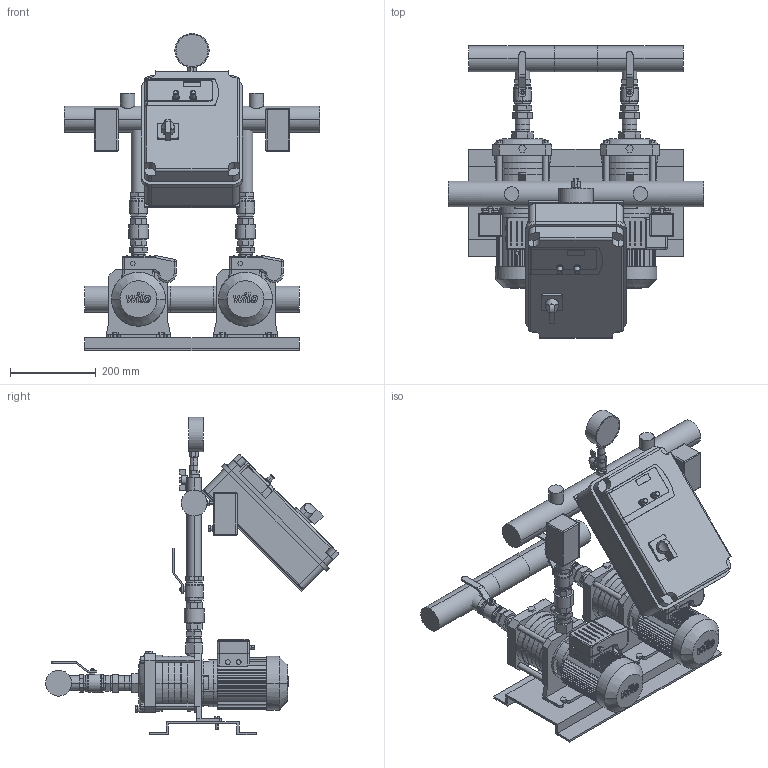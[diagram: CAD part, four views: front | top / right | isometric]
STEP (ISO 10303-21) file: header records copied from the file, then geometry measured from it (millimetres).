
FILE_DESCRIPTION((''),'2;1');
FILE_NAME('3d_COE-2MHIL304-EM_BC-4164934.stp','2013-06-13T12:46:01',(''),(''),'Mechanical Desktop 2009','Mechanical Desktop 2009',', , ');
FILE_SCHEMA(('CONFIG_CONTROL_DESIGN'));
Length unit declared in the file: millimetre
Products named in the file (1): Product
Bounding box: 595 x 682.26 x 740 mm (x, y, z)
Volume: 25480825.6 mm3; surface area: 2269896.3 mm2
Topology: 68 solids, 68 shells, 2108 faces, 5270 edges, 3345 vertices
Faces by surface type: plane 1117, cylinder 588, bspline 265, sphere 68, cone 38, torus 32
Full cylindrical faces by diameter (mm): 80 x1
Entity records: 64899 total; most frequent: CARTESIAN_POINT 14819, ORIENTED_EDGE 10430, DIRECTION 10261, EDGE_CURVE 5215, AXIS2_PLACEMENT_3D 3454, VECTOR 3353, LINE 3353, VERTEX_POINT 3345
